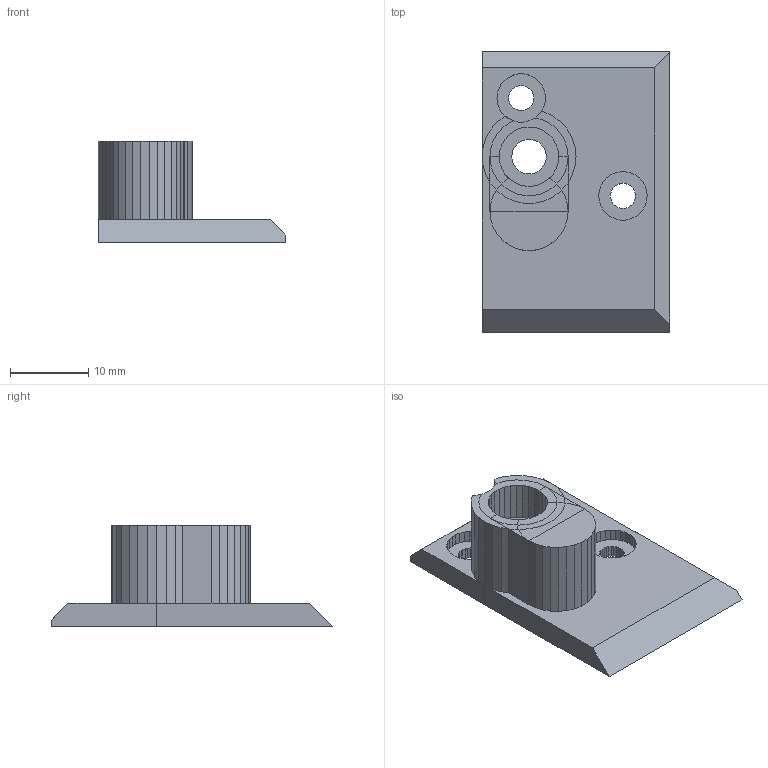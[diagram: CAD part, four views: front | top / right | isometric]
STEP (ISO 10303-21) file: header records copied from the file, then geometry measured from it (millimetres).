
FILE_DESCRIPTION(('FreeCAD Model'),'2;1');
FILE_NAME('mmu2-filament-sensor-cover_no_text.step','2018-08-29T15:56:25',('Author'),(''), 'Open CASCADE STEP processor 6.8','FreeCAD','Unknown');
FILE_SCHEMA(('AUTOMOTIVE_DESIGN { 1 0 10303 214 1 1 1 1 }'));
Length unit declared in the file: millimetre
Products named in the file (1): difference
Bounding box: 24 x 36 x 13 mm (x, y, z)
Volume: 3528.5 mm3; surface area: 2709.7 mm2
Topology: 1 solids, 1 shells, 278 faces, 869 edges, 592 vertices
Faces by surface type: plane 248, bspline 30
Entity records: 12640 total; most frequent: CARTESIAN_POINT 5060, ORIENTED_EDGE 1738, DIRECTION 1305, EDGE_CURVE 869, LINE 807, VECTOR 807, VERTEX_POINT 592, FACE_BOUND 285
